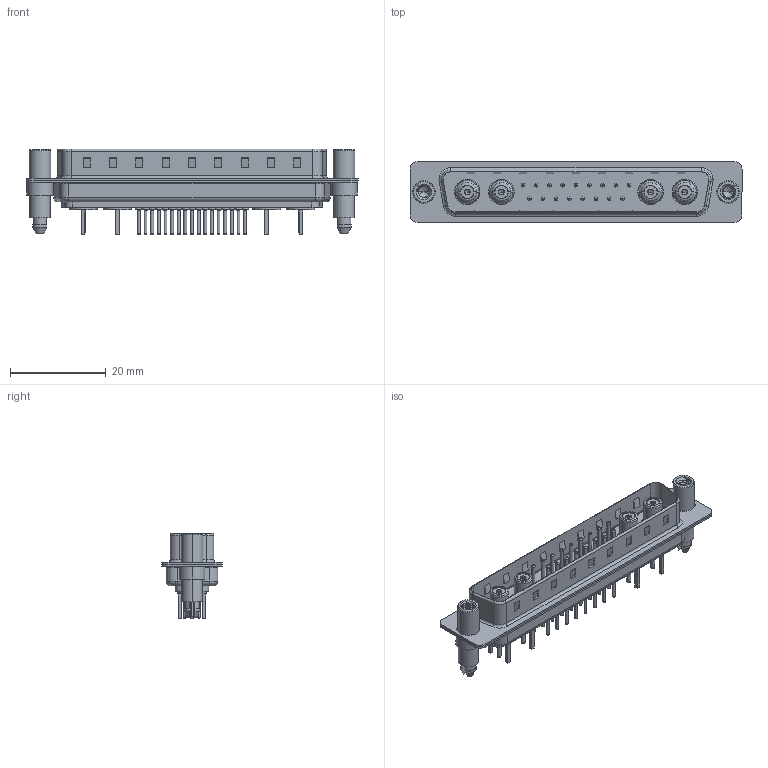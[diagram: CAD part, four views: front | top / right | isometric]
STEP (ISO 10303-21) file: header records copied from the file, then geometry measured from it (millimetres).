
FILE_DESCRIPTION (( 'STEP AP203' ), '1' );
FILE_NAME ('627-21W4224-7NE.STEP', '2019-05-30T10:58:08', ( '' ), ( '' ), 'SwSTEP 2.0', 'SolidWorks 2016', '' );
FILE_SCHEMA (( 'CONFIG_CONTROL_DESIGN' ));
Length unit declared in the file: millimetre
Products named in the file (14): Insulator Socket; 627Combo Threaded Standoff and Boardlock_6; Insulator Socket 2; 627Combo Contact Row 1_24; Locking Collar; 627Combo Contact Row 2_24; Socket_Str; 627Combo Housing_21W4; 627-21W4224-7NE; 627Combo Shell Rear_37 Contacts; 627Combo Shell Front_37 Contacts; 627Combo Threaded Standoff and Boardlock_E; Co-Ax Jack_Straight PC Tail; Co-Ax Jack Assy_S
Assembly tree (31 placements, depth 3):
  627-21W4224-7NE
    627Combo Housing_21W4
    627Combo Shell Rear_37 Contacts
    627Combo Shell Front_37 Contacts
    627Combo Threaded Standoff and Boardlock_E
    Co-Ax Jack Assy_S  x4
      Co-Ax Jack_Straight PC Tail
      Insulator Socket
      Insulator Socket 2
      Locking Collar
      Socket_Str
    627Combo Threaded Standoff and Boardlock_6
    627Combo Contact Row 1_24  x9
    627Combo Contact Row 2_24  x8
Bounding box: 69.3 x 12.6 x 17.9 mm (x, y, z)
Volume: 4193.5 mm3; surface area: 11226.4 mm2
Topology: 42 solids, 42 shells, 1540 faces, 3445 edges, 2123 vertices
Faces by surface type: cylinder 599, plane 528, torus 338, cone 53, bspline 14, sphere 8
Entity records: 27521 total; most frequent: CARTESIAN_POINT 6613, DIRECTION 4190, ORIENTED_EDGE 3768, EDGE_CURVE 1884, AXIS2_PLACEMENT_3D 1616, VERTEX_POINT 1199, EDGE_LOOP 961, VECTOR 958
